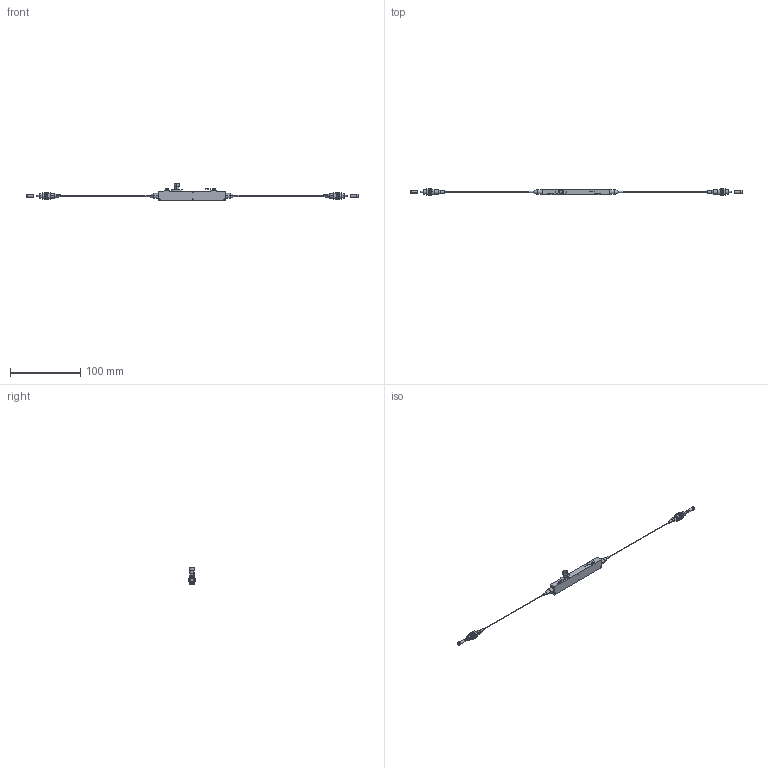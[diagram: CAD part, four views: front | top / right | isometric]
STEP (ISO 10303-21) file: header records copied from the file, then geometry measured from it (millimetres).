
FILE_DESCRIPTION (( 'STEP AP214' ), '1' );
FILE_NAME ('LNX1020F.STEP', '2022-06-17T18:47:56', ( '' ), ( '' ), 'SwSTEP 2.0', 'SolidWorks 2018', '' );
FILE_SCHEMA (( 'AUTOMOTIVE_DESIGN' ));
Length unit declared in the file: inch
Products named in the file (4): Thorlabs 30125D2_900um Boot; OHW-00233_LNX1020F; LNX1020F; Thorlabs CAPF
Assembly tree (5 placements, depth 2):
  LNX1020F
    OHW-00233_LNX1020F
    Thorlabs 30125D2_900um Boot  x2
    Thorlabs CAPF  x2
Bounding box: 472.75 x 9.99 x 25.2 mm (x, y, z)
Volume: 14937.2 mm3; surface area: 10403.6 mm2
Topology: 9 solids, 9 shells, 553 faces, 1416 edges, 924 vertices
Faces by surface type: plane 277, cylinder 248, cone 28
Entity records: 13663 total; most frequent: CARTESIAN_POINT 1769, DIRECTION 1747, ORIENTED_EDGE 1614, EDGE_CURVE 807, AXIS2_PLACEMENT_3D 626, VERTEX_POINT 528, VECTOR 495, LINE 495
